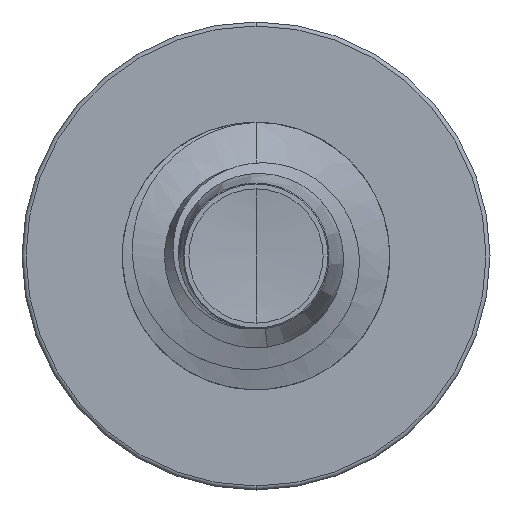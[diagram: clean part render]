
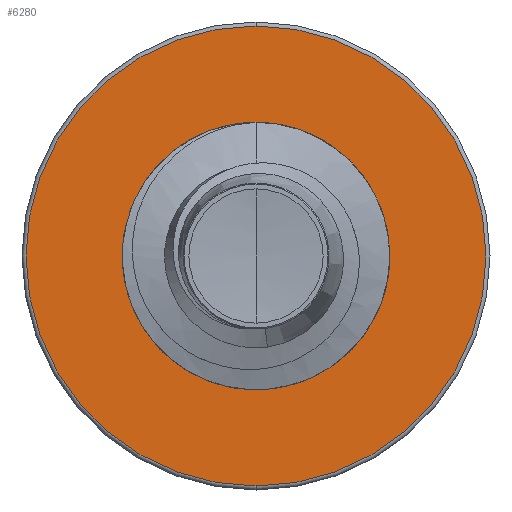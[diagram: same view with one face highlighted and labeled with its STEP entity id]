
A CAD part, front view. The second image highlights one B-rep face of the part: STEP entity #6280.
In plain terms, the highlighted planar face has unit normal (0, -1, 0).
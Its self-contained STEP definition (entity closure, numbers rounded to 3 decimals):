
#27 = EDGE_LOOP ( 'NONE', ( #8401, #8524 ) ) ;
#276 = EDGE_LOOP ( 'NONE', ( #7933, #8356 ) ) ;
#1246 = CIRCLE ( 'NONE', #12733, 1.989 ) ;
#1753 = CIRCLE ( 'NONE', #13405, 3.44 ) ;
#2001 = DIRECTION ( 'NONE',  ( 0., 0., 1. ) ) ;
#2075 = DIRECTION ( 'NONE',  ( 0., 1., 0. ) ) ;
#2321 = CIRCLE ( 'NONE', #3926, 3.44 ) ;
#2456 = CARTESIAN_POINT ( 'NONE',  ( 0., 6., 0. ) ) ;
#2526 = CIRCLE ( 'NONE', #6735, 1.989 ) ;
#2826 = EDGE_CURVE ( 'NONE', #4454, #8263, #2321, .T. ) ;
#3185 = CARTESIAN_POINT ( 'NONE',  ( 0., 6., 1.989 ) ) ;
#3926 = AXIS2_PLACEMENT_3D ( 'NONE', #13768, #13759, #13747 ) ;
#4454 = VERTEX_POINT ( 'NONE', #5044 ) ;
#4558 = FACE_OUTER_BOUND ( 'NONE', #276, .T. ) ;
#5044 = CARTESIAN_POINT ( 'NONE',  ( 0., 6., 3.44 ) ) ;
#5107 = DIRECTION ( 'NONE',  ( 0., 0., 1. ) ) ;
#5119 = DIRECTION ( 'NONE',  ( 0., 1., 0. ) ) ;
#5190 = PLANE ( 'NONE',  #12193 ) ;
#5619 = CARTESIAN_POINT ( 'NONE',  ( 0., 6., -1.989 ) ) ;
#5809 = EDGE_CURVE ( 'NONE', #8560, #12365, #2526, .T. ) ;
#6280 = ADVANCED_FACE ( 'NONE', ( #4558, #7614 ), #5190, .F. ) ;
#6735 = AXIS2_PLACEMENT_3D ( 'NONE', #7139, #7124, #7101 ) ;
#7101 = DIRECTION ( 'NONE',  ( 0., 0., 1. ) ) ;
#7124 = DIRECTION ( 'NONE',  ( 0., 1., 0. ) ) ;
#7139 = CARTESIAN_POINT ( 'NONE',  ( 0., 6., 0. ) ) ;
#7614 = FACE_BOUND ( 'NONE', #27, .T. ) ;
#7933 = ORIENTED_EDGE ( 'NONE', *, *, #2826, .F. ) ;
#7994 = CARTESIAN_POINT ( 'NONE',  ( 0., 6., -1.989 ) ) ;
#8017 = EDGE_CURVE ( 'NONE', #12365, #8560, #1246, .T. ) ;
#8263 = VERTEX_POINT ( 'NONE', #13571 ) ;
#8356 = ORIENTED_EDGE ( 'NONE', *, *, #11083, .F. ) ;
#8401 = ORIENTED_EDGE ( 'NONE', *, *, #5809, .T. ) ;
#8524 = ORIENTED_EDGE ( 'NONE', *, *, #8017, .T. ) ;
#8560 = VERTEX_POINT ( 'NONE', #3185 ) ;
#11083 = EDGE_CURVE ( 'NONE', #8263, #4454, #1753, .T. ) ;
#12193 = AXIS2_PLACEMENT_3D ( 'NONE', #5619, #5119, #5107 ) ;
#12346 = DIRECTION ( 'NONE',  ( 0., 0., 1. ) ) ;
#12360 = DIRECTION ( 'NONE',  ( 0., 1., 0. ) ) ;
#12365 = VERTEX_POINT ( 'NONE', #7994 ) ;
#12373 = CARTESIAN_POINT ( 'NONE',  ( 0., 6., 0. ) ) ;
#12733 = AXIS2_PLACEMENT_3D ( 'NONE', #2456, #2075, #2001 ) ;
#13405 = AXIS2_PLACEMENT_3D ( 'NONE', #12373, #12360, #12346 ) ;
#13571 = CARTESIAN_POINT ( 'NONE',  ( 0., 6., -3.44 ) ) ;
#13747 = DIRECTION ( 'NONE',  ( 0., 0., 1. ) ) ;
#13759 = DIRECTION ( 'NONE',  ( 0., 1., 0. ) ) ;
#13768 = CARTESIAN_POINT ( 'NONE',  ( 0., 6., 0. ) ) ;
